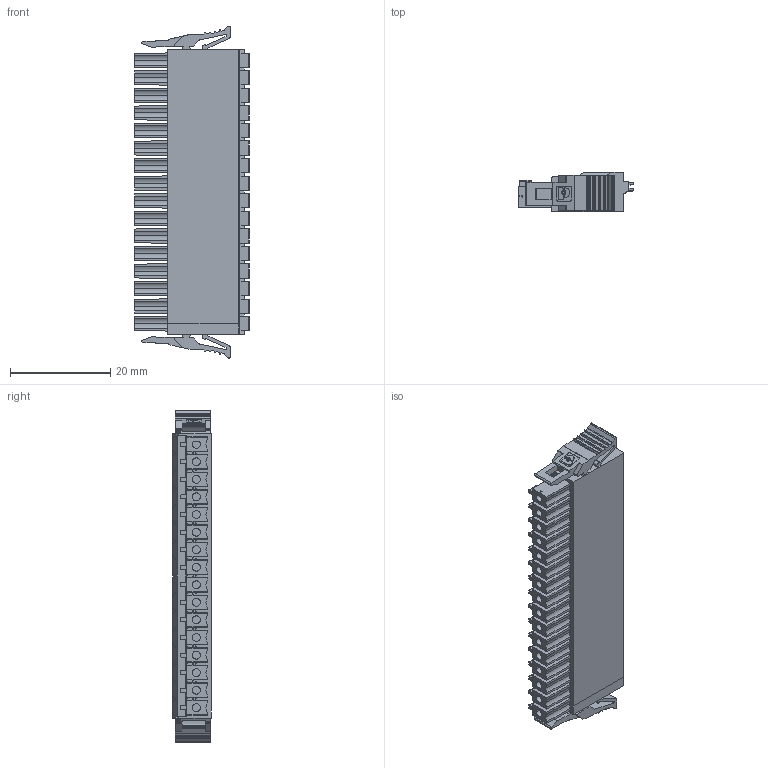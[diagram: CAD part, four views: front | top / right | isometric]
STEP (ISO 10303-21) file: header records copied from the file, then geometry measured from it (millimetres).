
FILE_DESCRIPTION(('SolidDesigner STEP Export'),'2;1');
FILE_NAME('fmc_1.5-16-st-3.5-rf.stp','2003-03-21T17:51:23',(''),(''),'OneSpaceDesigner STEP processor Version: 9.0 (March 2001)for AP214(CD)(Solid Model)','CoCreate OneSpaceDesigner: 11.50A 18-Jul-2002(C) CoCreate Software GmbH','');
FILE_SCHEMA(('AUTOMOTIVE_DESIGN_CC2 {1 2 10303 214 -1 1 5 1}'));
Length unit declared in the file: millimetre
Products named in the file (2): fmc_1.5-16-st-3.5-rf
Assembly tree (1 placements, depth 2):
  fmc_1.5-16-st-3.5-rf
    fmc_1.5-16-st-3.5-rf
Bounding box: 22.9 x 7.75 x 66.15 mm (x, y, z)
Volume: 7007.9 mm3; surface area: 6438.9 mm2
Topology: 1 solids, 1 shells, 1513 faces, 4200 edges, 2750 vertices
Faces by surface type: plane 937, cylinder 480, cone 64, torus 32
Entity records: 58879 total; most frequent: CARTESIAN_POINT 8813, ORIENTED_EDGE 8400, DIRECTION 7558, EDGE_CURVE 4200, VECTOR 2904, LINE 2904, VERTEX_POINT 2750, AXIS2_PLACEMENT_3D 2327
